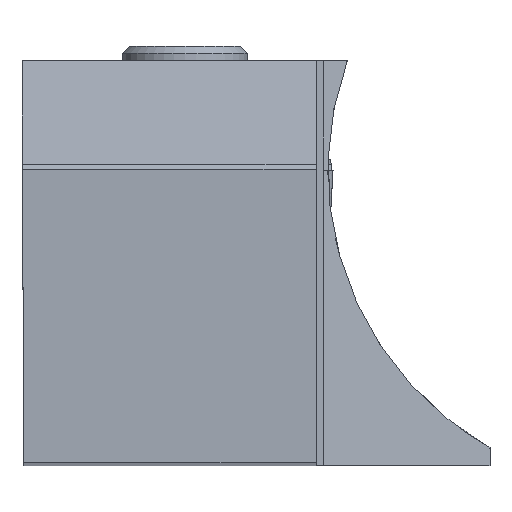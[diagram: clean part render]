
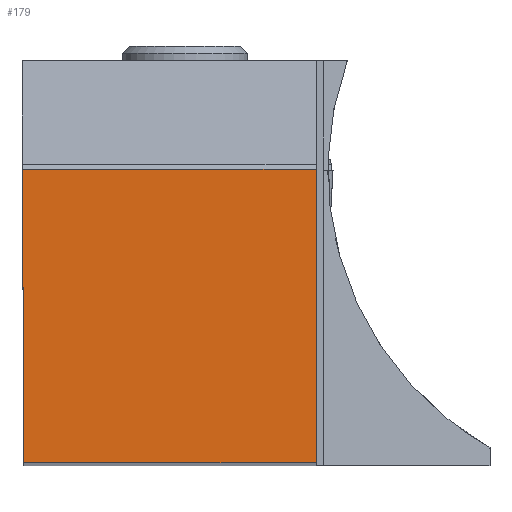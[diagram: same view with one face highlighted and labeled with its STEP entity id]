
A CAD part, top view. The second image highlights one B-rep face of the part: STEP entity #179.
In plain terms, the highlighted planar face has unit normal (0, 0, 1).
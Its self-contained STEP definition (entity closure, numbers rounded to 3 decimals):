
#179=ADVANCED_FACE('BLANK_BOXF006',(#288),#229,.F.);
#229=PLANE('',#1373);
#288=FACE_OUTER_BOUND('',#349,.T.);
#349=EDGE_LOOP('',(#610,#611,#612,#613));
#610=ORIENTED_EDGE('',*,*,#958,.T.);
#611=ORIENTED_EDGE('',*,*,#959,.T.);
#612=ORIENTED_EDGE('',*,*,#954,.T.);
#613=ORIENTED_EDGE('',*,*,#949,.T.);
#801=VERTEX_POINT('',#2327);
#802=VERTEX_POINT('',#2329);
#804=VERTEX_POINT('',#2338);
#807=VERTEX_POINT('',#2346);
#949=EDGE_CURVE('',#802,#801,#1072,.T.);
#954=EDGE_CURVE('',#804,#802,#1077,.T.);
#958=EDGE_CURVE('',#801,#807,#1081,.T.);
#959=EDGE_CURVE('',#807,#804,#1082,.T.);
#1072=LINE('',#2328,#1193);
#1077=LINE('',#2337,#1198);
#1081=LINE('',#2345,#1202);
#1082=LINE('',#2347,#1203);
#1193=VECTOR('',#1610,1.);
#1198=VECTOR('',#1619,1.);
#1202=VECTOR('',#1625,1.);
#1203=VECTOR('',#1626,1.);
#1373=AXIS2_PLACEMENT_3D('',#2348,#1627,#1628);
#1610=DIRECTION('',(1.,0.,0.));
#1619=DIRECTION('',(0.004,-1.,0.));
#1625=DIRECTION('',(0.,1.,0.));
#1626=DIRECTION('',(-1.,0.,0.));
#1627=DIRECTION('',(0.,0.,-1.));
#1628=DIRECTION('',(0.,-1.,0.));
#2327=CARTESIAN_POINT('',(19.875,0.,0.));
#2328=CARTESIAN_POINT('',(-125.55,0.,0.));
#2329=CARTESIAN_POINT('',(0.087,0.,0.));
#2337=CARTESIAN_POINT('',(-0.461,125.549,0.));
#2338=CARTESIAN_POINT('',(0.,19.875,0.));
#2345=CARTESIAN_POINT('',(19.875,-125.55,0.));
#2346=CARTESIAN_POINT('',(19.875,19.875,0.));
#2347=CARTESIAN_POINT('',(125.55,19.875,0.));
#2348=CARTESIAN_POINT('',(31.645,-5.,0.));
